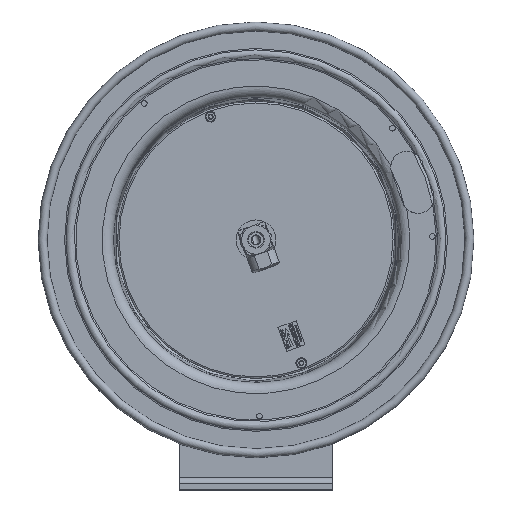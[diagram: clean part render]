
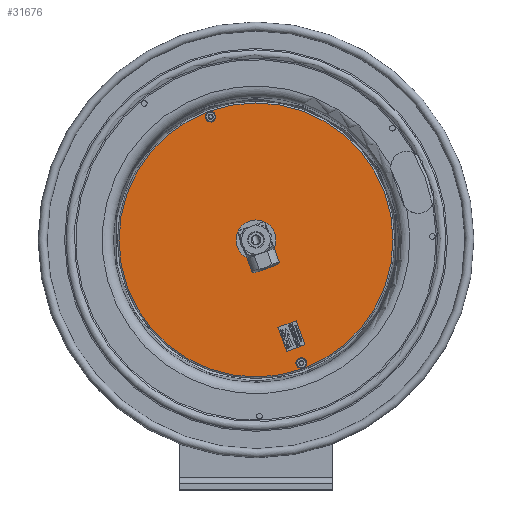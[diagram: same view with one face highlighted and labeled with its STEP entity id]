
A CAD part, top view. The second image highlights one B-rep face of the part: STEP entity #31676.
In plain terms, the highlighted planar face has unit normal (0, 0, 1).
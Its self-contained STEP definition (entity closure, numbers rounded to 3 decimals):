
#1809=FACE_BOUND('',#4442,.T.);
#1810=FACE_BOUND('',#4443,.T.);
#1811=FACE_BOUND('',#4444,.T.);
#2339=CIRCLE('',#33231,5.345);
#2340=CIRCLE('',#33232,5.345);
#2344=CIRCLE('',#33237,0.1);
#2345=CIRCLE('',#33238,0.1);
#2346=CIRCLE('',#33239,0.65);
#3257=FACE_OUTER_BOUND('',#4441,.T.);
#4441=EDGE_LOOP('',(#26467,#26468));
#4442=EDGE_LOOP('',(#26469));
#4443=EDGE_LOOP('',(#26470));
#4444=EDGE_LOOP('',(#26471));
#14802=VERTEX_POINT('',#50938);
#14803=VERTEX_POINT('',#50939);
#14806=VERTEX_POINT('',#50948);
#14807=VERTEX_POINT('',#50950);
#14808=VERTEX_POINT('',#50952);
#19831=EDGE_CURVE('',#14802,#14803,#2339,.T.);
#19832=EDGE_CURVE('',#14803,#14802,#2340,.T.);
#19836=EDGE_CURVE('',#14806,#14806,#2344,.T.);
#19837=EDGE_CURVE('',#14807,#14807,#2345,.T.);
#19838=EDGE_CURVE('',#14808,#14808,#2346,.T.);
#26467=ORIENTED_EDGE('',*,*,#19831,.T.);
#26468=ORIENTED_EDGE('',*,*,#19832,.T.);
#26469=ORIENTED_EDGE('',*,*,#19836,.T.);
#26470=ORIENTED_EDGE('',*,*,#19837,.T.);
#26471=ORIENTED_EDGE('',*,*,#19838,.T.);
#29789=PLANE('',#33236);
#31676=ADVANCED_FACE('',(#3257,#1809,#1810,#1811),#29789,.T.);
#33231=AXIS2_PLACEMENT_3D('',#50940,#37890,#37891);
#33232=AXIS2_PLACEMENT_3D('',#50941,#37892,#37893);
#33236=AXIS2_PLACEMENT_3D('',#50947,#37900,#37901);
#33237=AXIS2_PLACEMENT_3D('',#50949,#37902,#37903);
#33238=AXIS2_PLACEMENT_3D('',#50951,#37904,#37905);
#33239=AXIS2_PLACEMENT_3D('',#50953,#37906,#37907);
#37890=DIRECTION('center_axis',(0.,0.,
1.));
#37891=DIRECTION('ref_axis',(-0.938,-0.346,0.));
#37892=DIRECTION('center_axis',(0.,0.,
1.));
#37893=DIRECTION('ref_axis',(-0.938,-0.346,0.));
#37900=DIRECTION('center_axis',(0.,0.,
1.));
#37901=DIRECTION('ref_axis',(-0.346,0.938,0.));
#37902=DIRECTION('center_axis',(0.,0.,
-1.));
#37903=DIRECTION('ref_axis',(-0.938,-0.346,0.));
#37904=DIRECTION('center_axis',(0.,0.,
-1.));
#37905=DIRECTION('ref_axis',(-0.938,-0.346,0.));
#37906=DIRECTION('center_axis',(0.,0.,
-1.));
#37907=DIRECTION('ref_axis',(0.938,0.346,0.));
#50938=CARTESIAN_POINT('',(-5.046,-1.391,2.747));
#50939=CARTESIAN_POINT('',(1.816,-4.56,2.747));
#50940=CARTESIAN_POINT('Origin',(-0.031,0.456,
2.747));
#50941=CARTESIAN_POINT('Origin',(-0.031,0.456,
2.747));
#50947=CARTESIAN_POINT('Origin',(-2.538,-0.467,2.747));
#50948=CARTESIAN_POINT('',(-1.895,5.231,2.747));
#50949=CARTESIAN_POINT('Origin',(-1.801,5.265,2.747));
#50950=CARTESIAN_POINT('',(1.646,-4.388,2.747));
#50951=CARTESIAN_POINT('Origin',(1.74,-4.353,2.747));
#50952=CARTESIAN_POINT('',(-0.641,0.231,2.747));
#50953=CARTESIAN_POINT('Origin',(-0.031,0.456,
2.747));
